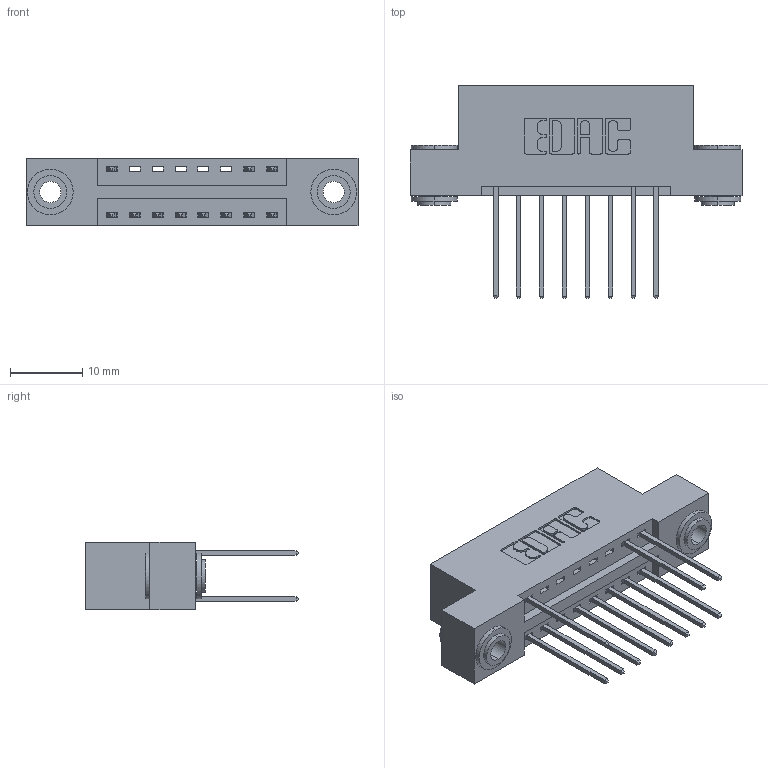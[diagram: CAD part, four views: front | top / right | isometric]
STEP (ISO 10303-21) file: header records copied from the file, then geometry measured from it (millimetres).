
FILE_DESCRIPTION (( 'STEP AP203' ), '1' );
FILE_NAME ('346-016-540-203.STEP', '2018-08-20T04:26:20', ( '' ), ( '' ), 'SwSTEP 2.0', 'SolidWorks 2016', '' );
FILE_SCHEMA (( 'CONFIG_CONTROL_DESIGN' ));
Length unit declared in the file: inch
Products named in the file (4): 346 Part_Flush Mounting Lugs - 0.156 Dia-TH; 345-292-001_345-293-140; 345-250-002_345-250-002-102; 346-016-540-203
Assembly tree (14 placements, depth 2):
  346-016-540-203
    346 Part_Flush Mounting Lugs - 0.156 Dia-TH
    345-292-001_345-293-140  x11
    345-250-002_345-250-002-102  x2
Bounding box: 45.97 x 29.46 x 9.4 mm (x, y, z)
Volume: 4235.1 mm3; surface area: 5438.9 mm2
Topology: 14 solids, 14 shells, 762 faces, 2215 edges, 1458 vertices
Faces by surface type: plane 496, cylinder 258, cone 8
Entity records: 10306 total; most frequent: CARTESIAN_POINT 1742, ORIENTED_EDGE 1674, DIRECTION 1613, EDGE_CURVE 837, LINE 649, VECTOR 649, VERTEX_POINT 554, AXIS2_PLACEMENT_3D 482
